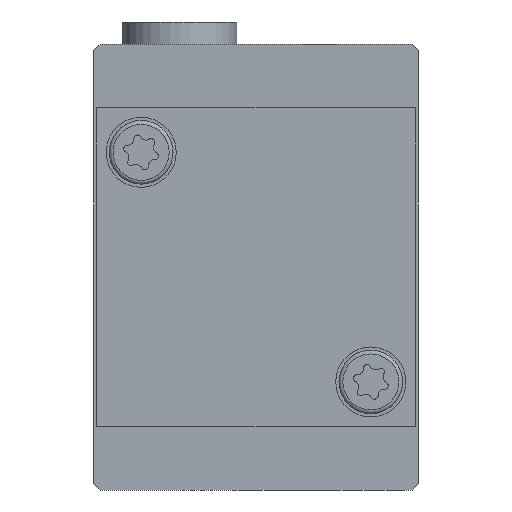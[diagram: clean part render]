
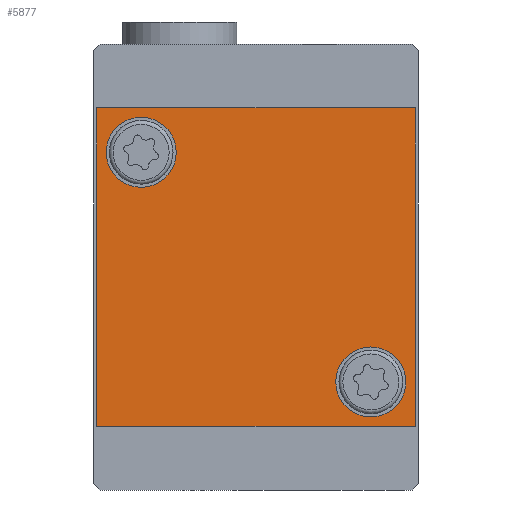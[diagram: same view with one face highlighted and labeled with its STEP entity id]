
A CAD part, front view. The second image highlights one B-rep face of the part: STEP entity #5877.
In plain terms, the highlighted planar face has unit normal (0, -1, 0).
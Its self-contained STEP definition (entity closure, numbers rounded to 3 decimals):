
#259=LINE('',#8318,#632);
#261=LINE('',#8322,#634);
#263=LINE('',#8326,#636);
#265=LINE('',#8330,#638);
#632=VECTOR('',#6929,1000.);
#634=VECTOR('',#6933,1000.);
#636=VECTOR('',#6937,1000.);
#638=VECTOR('',#6941,1000.);
#1167=ORIENTED_EDGE('',*,*,#2247,.F.);
#1168=ORIENTED_EDGE('',*,*,#2248,.F.);
#1169=ORIENTED_EDGE('',*,*,#2240,.F.);
#1170=ORIENTED_EDGE('',*,*,#2246,.F.);
#1171=ORIENTED_EDGE('',*,*,#2244,.F.);
#1172=ORIENTED_EDGE('',*,*,#2242,.F.);
#2240=EDGE_CURVE('',#2791,#2792,#259,.T.);
#2242=EDGE_CURVE('',#2792,#2793,#261,.T.);
#2244=EDGE_CURVE('',#2793,#2794,#263,.T.);
#2246=EDGE_CURVE('',#2794,#2791,#265,.T.);
#2247=EDGE_CURVE('',#2795,#2795,#3117,.T.);
#2248=EDGE_CURVE('',#2796,#2796,#3118,.T.);
#2791=VERTEX_POINT('',#8317);
#2792=VERTEX_POINT('',#8319);
#2793=VERTEX_POINT('',#8323);
#2794=VERTEX_POINT('',#8327);
#2795=VERTEX_POINT('',#8333);
#2796=VERTEX_POINT('',#8335);
#3117=CIRCLE('',#6240,5.5);
#3118=CIRCLE('',#6241,5.5);
#3318=EDGE_LOOP('',(#1167));
#3319=EDGE_LOOP('',(#1168));
#3320=EDGE_LOOP('',(#1169,#1170,#1171,#1172));
#3675=FACE_BOUND('',#3318,.T.);
#3676=FACE_BOUND('',#3319,.T.);
#3677=FACE_BOUND('',#3320,.T.);
#4004=PLANE('',#6239);
#5877=ADVANCED_FACE('',(#3675,#3676,#3677),#4004,.F.);
#6239=AXIS2_PLACEMENT_3D('',#8331,#6942,#6943);
#6240=AXIS2_PLACEMENT_3D('',#8332,#6944,#6945);
#6241=AXIS2_PLACEMENT_3D('',#8334,#6946,#6947);
#6929=DIRECTION('',(0.,0.,1.));
#6933=DIRECTION('',(1.,0.,0.));
#6937=DIRECTION('',(0.,0.,-1.));
#6941=DIRECTION('',(-1.,0.,0.));
#6942=DIRECTION('',(0.,1.,0.));
#6943=DIRECTION('',(0.,0.,1.));
#6944=DIRECTION('',(0.,-1.,0.));
#6945=DIRECTION('',(0.,0.,-1.));
#6946=DIRECTION('',(0.,-1.,0.));
#6947=DIRECTION('',(0.,0.,-1.));
#8317=CARTESIAN_POINT('',(-25.,-105.,-20.));
#8318=CARTESIAN_POINT('',(-25.,-105.,-20.));
#8319=CARTESIAN_POINT('',(-25.,-105.,30.));
#8322=CARTESIAN_POINT('',(-25.,-105.,30.));
#8323=CARTESIAN_POINT('',(25.,-105.,30.));
#8326=CARTESIAN_POINT('',(25.,-105.,30.));
#8327=CARTESIAN_POINT('',(25.,-105.,-20.));
#8330=CARTESIAN_POINT('',(25.,-105.,-20.));
#8331=CARTESIAN_POINT('',(0.,-105.,0.));
#8332=CARTESIAN_POINT('',(-18.031,-105.,23.031));
#8333=CARTESIAN_POINT('',(-18.031,-105.,17.531));
#8334=CARTESIAN_POINT('',(18.031,-105.,-13.031));
#8335=CARTESIAN_POINT('',(18.031,-105.,-18.531));
